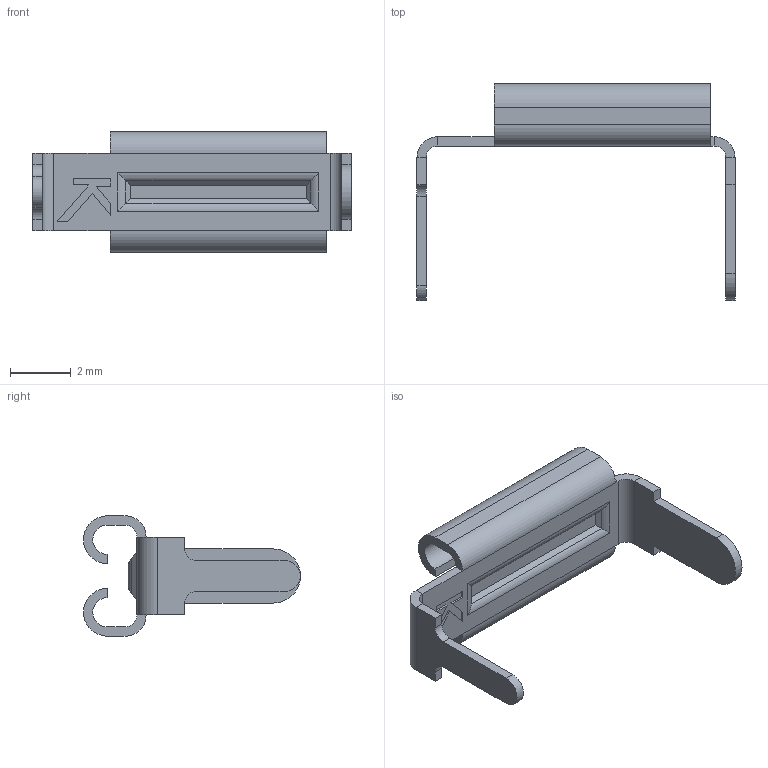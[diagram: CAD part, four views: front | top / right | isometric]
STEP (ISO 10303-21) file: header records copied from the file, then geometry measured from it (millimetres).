
FILE_DESCRIPTION (( 'STEP AP214' ), '1' );
FILE_NAME ('3545_rev.D.STEP', '2012-09-05T16:22:04', ( 'Richard Maletta' ), ( '' ), 'SwSTEP 2.0', 'SolidWorks 2009', '' );
FILE_SCHEMA (( 'AUTOMOTIVE_DESIGN' ));
Length unit declared in the file: inch
Products named in the file (1): 3545_rev.D
Bounding box: 10.46 x 7.14 x 3.96 mm (x, y, z)
Volume: 28.6 mm3; surface area: 203 mm2
Topology: 1 solids, 1 shells, 84 faces, 205 edges, 126 vertices
Faces by surface type: plane 58, cylinder 26
Entity records: 2449 total; most frequent: CARTESIAN_POINT 440, ORIENTED_EDGE 410, DIRECTION 403, EDGE_CURVE 205, VECTOR 161, LINE 161, VERTEX_POINT 126, AXIS2_PLACEMENT_3D 121
